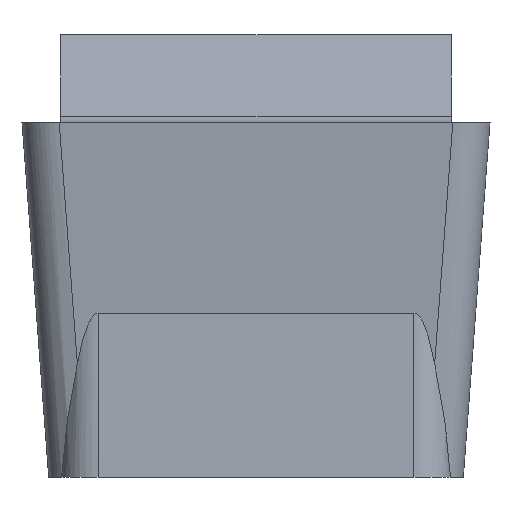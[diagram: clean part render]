
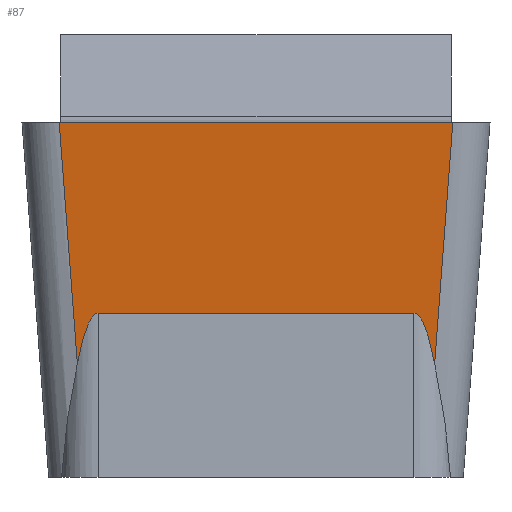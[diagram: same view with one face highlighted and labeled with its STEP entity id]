
A CAD part, front view. The second image highlights one B-rep face of the part: STEP entity #87.
In plain terms, the highlighted planar face has unit normal (0, -0.993, -0.122).
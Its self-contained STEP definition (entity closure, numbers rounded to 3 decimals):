
#55=ELLIPSE('',#724,6.564,0.8);
#56=ELLIPSE('',#727,6.564,0.8);
#87=ADVANCED_FACE('HEAD_NEUTRAL_UDF_SU2',(#141),#113,.F.);
#113=PLANE('',#750);
#141=FACE_OUTER_BOUND('',#175,.T.);
#175=EDGE_LOOP('',(#331,#332,#333,#334,#335,#336));
#331=ORIENTED_EDGE('',*,*,#486,.F.);
#332=ORIENTED_EDGE('',*,*,#537,.T.);
#333=ORIENTED_EDGE('',*,*,#526,.F.);
#334=ORIENTED_EDGE('',*,*,#538,.T.);
#335=ORIENTED_EDGE('',*,*,#488,.F.);
#336=ORIENTED_EDGE('',*,*,#481,.T.);
#415=VERTEX_POINT('',#1026);
#416=VERTEX_POINT('',#1027);
#419=VERTEX_POINT('',#1041);
#421=VERTEX_POINT('',#1047);
#446=VERTEX_POINT('',#1143);
#447=VERTEX_POINT('',#1145);
#481=EDGE_CURVE('',#415,#416,#567,.T.);
#486=EDGE_CURVE('',#419,#416,#55,.T.);
#488=EDGE_CURVE('',#415,#421,#56,.T.);
#526=EDGE_CURVE('',#446,#447,#592,.T.);
#537=EDGE_CURVE('',#419,#447,#599,.T.);
#538=EDGE_CURVE('',#446,#421,#600,.T.);
#567=LINE('',#1025,#627);
#592=LINE('',#1144,#652);
#599=LINE('',#1198,#659);
#600=LINE('',#1199,#660);
#627=VECTOR('',#812,1.);
#652=VECTOR('',#877,1.);
#659=VECTOR('',#898,1.);
#660=VECTOR('',#899,1.);
#724=AXIS2_PLACEMENT_3D('',#1043,#818,#819);
#727=AXIS2_PLACEMENT_3D('',#1046,#824,#825);
#750=AXIS2_PLACEMENT_3D('',#1200,#900,#901);
#812=DIRECTION('',(1.,0.,0.));
#818=DIRECTION('',(0.,-0.993,-0.122));
#819=DIRECTION('',(0.,0.122,-0.993));
#824=DIRECTION('',(0.,-0.993,-0.122));
#825=DIRECTION('',(0.,-0.122,0.993));
#877=DIRECTION('',(1.,0.,0.));
#898=DIRECTION('',(0.075,-0.122,0.99));
#899=DIRECTION('',(0.075,0.122,-0.99));
#900=DIRECTION('',(0.,0.993,0.122));
#901=DIRECTION('',(1.,0.,0.));
#1025=CARTESIAN_POINT('',(0.,0.4,-4.072));
#1026=CARTESIAN_POINT('',(-3.375,0.4,-4.072));
#1027=CARTESIAN_POINT('',(3.375,0.4,-4.072));
#1041=CARTESIAN_POINT('',(3.817,0.533,-5.155));
#1043=CARTESIAN_POINT('',(3.375,1.2,-10.588));
#1046=CARTESIAN_POINT('',(-3.375,1.2,-10.588));
#1047=CARTESIAN_POINT('',(-3.817,0.533,-5.155));
#1143=CARTESIAN_POINT('',(-4.205,-0.1,0.));
#1144=CARTESIAN_POINT('',(0.,-0.1,0.));
#1145=CARTESIAN_POINT('',(4.205,-0.1,0.));
#1198=CARTESIAN_POINT('',(4.182,-0.062,-0.31));
#1199=CARTESIAN_POINT('',(-4.182,-0.062,-0.31));
#1200=CARTESIAN_POINT('',(0.,-0.1,0.));
